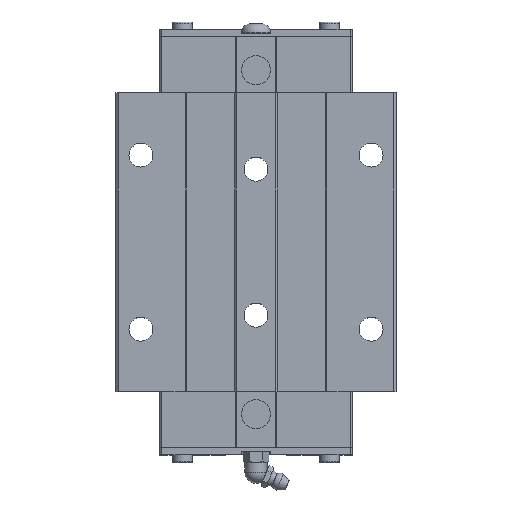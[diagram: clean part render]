
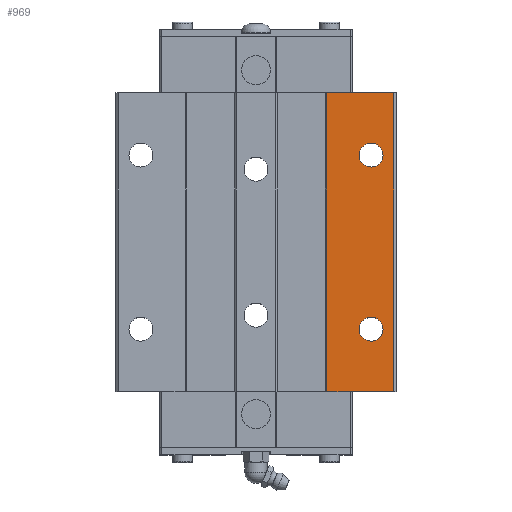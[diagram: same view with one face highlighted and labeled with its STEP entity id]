
A CAD part, top view. The second image highlights one B-rep face of the part: STEP entity #969.
In plain terms, the highlighted planar face has unit normal (0, 0, 1).
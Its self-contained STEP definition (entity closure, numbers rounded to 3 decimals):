
#969=ADVANCED_FACE('',(#2018,#2019,#2020),#2021,.T.);
#2018=FACE_OUTER_BOUND('',#3134,.T.);
#2019=FACE_BOUND('',#3135,.T.);
#2020=FACE_BOUND('',#3136,.T.);
#2021=PLANE('',#3137);
#3134=EDGE_LOOP('',(#6086,#6087,#6088,#6089));
#3135=EDGE_LOOP('',(#6090,#6091));
#3136=EDGE_LOOP('',(#6092,#6093));
#3137=AXIS2_PLACEMENT_3D('',#6094,#6095,#6096);
#6086=ORIENTED_EDGE('',*,*,#7716,.T.);
#6087=ORIENTED_EDGE('',*,*,#7639,.T.);
#6088=ORIENTED_EDGE('',*,*,#7722,.F.);
#6089=ORIENTED_EDGE('',*,*,#7697,.F.);
#6090=ORIENTED_EDGE('',*,*,#6631,.T.);
#6091=ORIENTED_EDGE('',*,*,#7723,.T.);
#6092=ORIENTED_EDGE('',*,*,#6626,.T.);
#6093=ORIENTED_EDGE('',*,*,#7724,.T.);
#6094=CARTESIAN_POINT('',(0.0,129.001,48.0));
#6095=DIRECTION('',(0.0,0.0,1.0));
#6096=DIRECTION('',(-1.0,0.0,-0.0));
#6626=EDGE_CURVE('',#7919,#7925,#7927,.T.);
#6631=EDGE_CURVE('',#7930,#7934,#7936,.T.);
#7639=EDGE_CURVE('',#9433,#9431,#9434,.T.);
#7697=EDGE_CURVE('',#9529,#9531,#9532,.T.);
#7716=EDGE_CURVE('',#9529,#9433,#9555,.T.);
#7722=EDGE_CURVE('',#9531,#9431,#9561,.T.);
#7723=EDGE_CURVE('',#7934,#7930,#9562,.T.);
#7724=EDGE_CURVE('',#7925,#7919,#9563,.T.);
#7919=VERTEX_POINT('',#9812);
#7925=VERTEX_POINT('',#9819);
#7927=CIRCLE('',#9822,4.25);
#7930=VERTEX_POINT('',#9825);
#7934=VERTEX_POINT('',#9830);
#7936=CIRCLE('',#9833,4.25);
#9431=VERTEX_POINT('',#12384);
#9433=VERTEX_POINT('',#12387);
#9434=LINE('',#12388,#12389);
#9529=VERTEX_POINT('',#12529);
#9531=VERTEX_POINT('',#12532);
#9532=LINE('',#12533,#12534);
#9555=LINE('',#12569,#12570);
#9561=LINE('',#12578,#12579);
#9562=CIRCLE('',#12580,4.25);
#9563=CIRCLE('',#12581,4.25);
#9812=CARTESIAN_POINT('',(45.25,44.751,48.0));
#9819=CARTESIAN_POINT('',(36.75,44.751,48.0));
#9822=AXIS2_PLACEMENT_3D('',#12885,#12886,#12887);
#9825=CARTESIAN_POINT('',(45.25,106.751,48.0));
#9830=CARTESIAN_POINT('',(36.75,106.751,48.0));
#9833=AXIS2_PLACEMENT_3D('',#12893,#12894,#12895);
#12384=CARTESIAN_POINT('',(49.0,22.501,48.0));
#12387=CARTESIAN_POINT('',(25.25,22.501,48.0));
#12388=CARTESIAN_POINT('',(-49.0,22.501,48.0));
#12389=VECTOR('',#13985,1.0);
#12529=CARTESIAN_POINT('',(25.25,129.001,48.0));
#12532=CARTESIAN_POINT('',(49.0,129.001,48.0));
#12533=CARTESIAN_POINT('',(-49.0,129.001,48.0));
#12534=VECTOR('',#14044,1.0);
#12569=CARTESIAN_POINT('',(25.25,155.626,48.0));
#12570=VECTOR('',#14057,1.0);
#12578=CARTESIAN_POINT('',(49.0,129.001,48.0));
#12579=VECTOR('',#14060,1.0);
#12580=AXIS2_PLACEMENT_3D('',#14061,#14062,#14063);
#12581=AXIS2_PLACEMENT_3D('',#14064,#14065,#14066);
#12885=CARTESIAN_POINT('',(41.0,44.751,48.0));
#12886=DIRECTION('',(0.0,0.0,-1.0));
#12887=DIRECTION('',(1.0,0.0,0.0));
#12893=CARTESIAN_POINT('',(41.0,106.751,48.0));
#12894=DIRECTION('',(0.0,0.0,-1.0));
#12895=DIRECTION('',(1.0,0.0,0.0));
#13985=DIRECTION('',(1.0,0.0,0.0));
#14044=DIRECTION('',(1.0,0.0,0.0));
#14057=DIRECTION('',(0.0,-1.0,0.0));
#14060=DIRECTION('',(0.0,-1.0,0.0));
#14061=CARTESIAN_POINT('',(41.0,106.751,48.0));
#14062=DIRECTION('',(0.0,0.0,-1.0));
#14063=DIRECTION('',(1.0,0.0,0.0));
#14064=CARTESIAN_POINT('',(41.0,44.751,48.0));
#14065=DIRECTION('',(0.0,0.0,-1.0));
#14066=DIRECTION('',(1.0,0.0,0.0));
